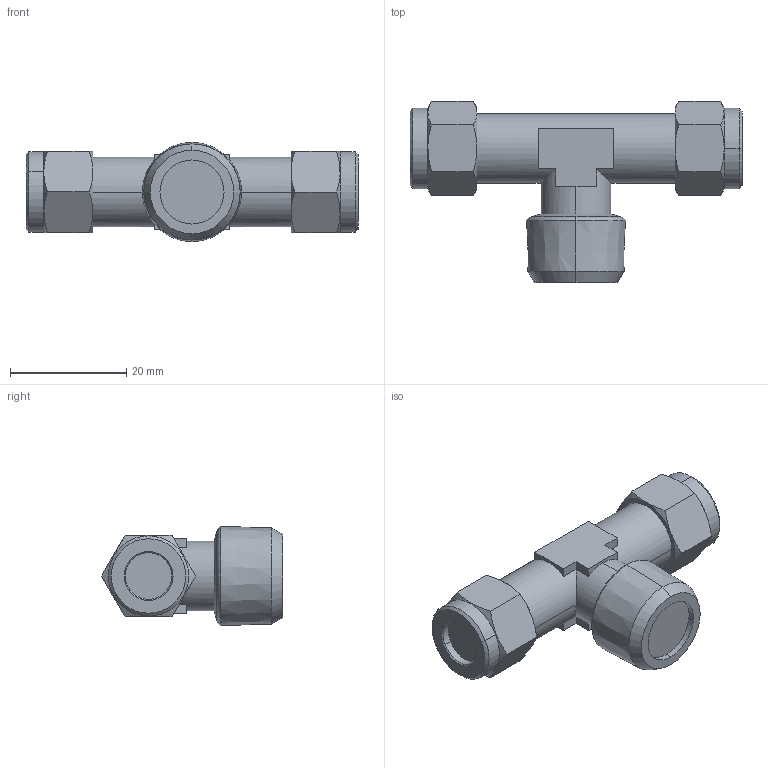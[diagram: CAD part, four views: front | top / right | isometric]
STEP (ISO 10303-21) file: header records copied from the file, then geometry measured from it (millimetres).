
FILE_DESCRIPTION (( 'STEP AP214' ), '1' );
FILE_NAME ('1022000006.step', '2013-02-25T17:11:44', ( '' ), ( '' ), 'SwSTEP 2.0', 'SolidWorks 2012', '' );
FILE_SCHEMA (( 'AUTOMOTIVE_DESIGN' ));
Length unit declared in the file: millimetre
Products named in the file (1): 1022000006
Bounding box: 57 x 31.08 x 17.05 mm (x, y, z)
Volume: 10719 mm3; surface area: 3996.2 mm2
Topology: 1 solids, 1 shells, 91 faces, 217 edges, 131 vertices
Faces by surface type: cone 38, plane 37, cylinder 14, torus 2
Entity records: 2807 total; most frequent: CARTESIAN_POINT 714, DIRECTION 431, ORIENTED_EDGE 430, EDGE_CURVE 215, AXIS2_PLACEMENT_3D 168, VERTEX_POINT 131, EDGE_LOOP 96, LINE 95
